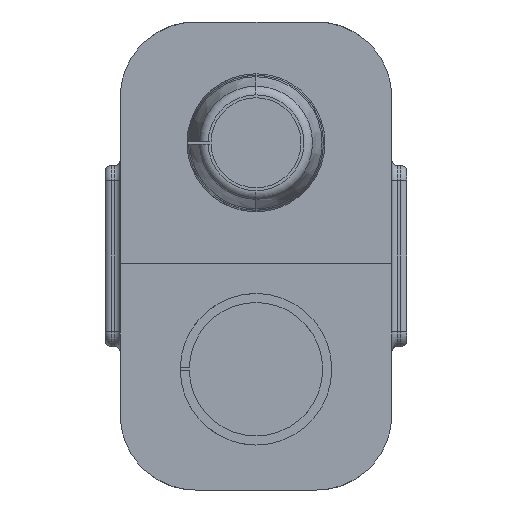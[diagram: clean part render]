
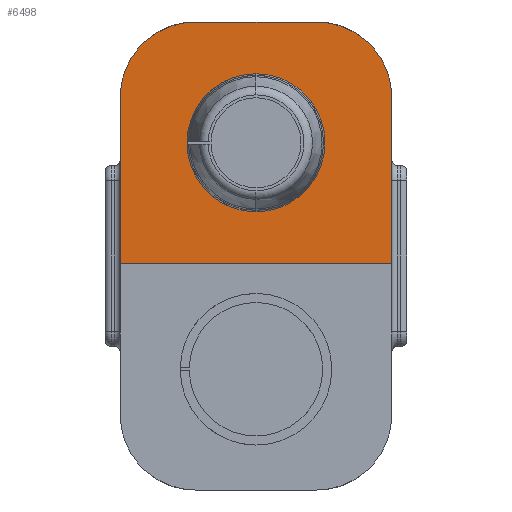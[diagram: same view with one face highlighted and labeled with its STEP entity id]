
A CAD part, left-side view. The second image highlights one B-rep face of the part: STEP entity #6498.
In plain terms, the highlighted planar face has unit normal (-1, 0, 0).
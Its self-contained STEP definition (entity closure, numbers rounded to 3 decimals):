
#288 = CARTESIAN_POINT ( 'NONE',  ( 7.425, 4.5, -0.25 ) ) ;
#528 = EDGE_CURVE ( 'NONE', #5306, #9889, #11220, .T. ) ;
#724 = VERTEX_POINT ( 'NONE', #1626 ) ;
#840 = DIRECTION ( 'NONE',  ( 0., 0., -1. ) ) ;
#1029 = CARTESIAN_POINT ( 'NONE',  ( 7.425, 4.5, -0.25 ) ) ;
#1316 = AXIS2_PLACEMENT_3D ( 'NONE', #2732, #11203, #13329 ) ;
#1455 = AXIS2_PLACEMENT_3D ( 'NONE', #9482, #11573, #2055 ) ;
#1498 = DIRECTION ( 'NONE',  ( 0., 1., 0. ) ) ;
#1510 = ORIENTED_EDGE ( 'NONE', *, *, #6020, .T. ) ;
#1537 = CIRCLE ( 'NONE', #4329, 2.5 ) ;
#1626 = CARTESIAN_POINT ( 'NONE',  ( 7.425, -4.5, 5.25 ) ) ;
#1844 = CARTESIAN_POINT ( 'NONE',  ( 7.425, 2., 7.75 ) ) ;
#1849 = CARTESIAN_POINT ( 'NONE',  ( 7.425, 4.5, 5.25 ) ) ;
#1871 = CARTESIAN_POINT ( 'NONE',  ( 7.425, -2., 5.25 ) ) ;
#2055 = DIRECTION ( 'NONE',  ( 0., 0., 1. ) ) ;
#2182 = EDGE_CURVE ( 'NONE', #9889, #4548, #9498, .T. ) ;
#2598 = ORIENTED_EDGE ( 'NONE', *, *, #2182, .T. ) ;
#2732 = CARTESIAN_POINT ( 'NONE',  ( 7.425, 0., 3.75 ) ) ;
#2751 = DIRECTION ( 'NONE',  ( -1., 0., 0. ) ) ;
#3479 = ORIENTED_EDGE ( 'NONE', *, *, #6086, .T. ) ;
#3488 = CARTESIAN_POINT ( 'NONE',  ( 7.425, 4.5, 5.25 ) ) ;
#3640 = CARTESIAN_POINT ( 'NONE',  ( 7.425, 0., 6.035 ) ) ;
#3677 = VERTEX_POINT ( 'NONE', #4101 ) ;
#3821 = ORIENTED_EDGE ( 'NONE', *, *, #10461, .F. ) ;
#4034 = PLANE ( 'NONE',  #5725 ) ;
#4101 = CARTESIAN_POINT ( 'NONE',  ( 7.425, 0., 1.465 ) ) ;
#4329 = AXIS2_PLACEMENT_3D ( 'NONE', #5872, #12227, #8023 ) ;
#4387 = LINE ( 'NONE', #11034, #8219 ) ;
#4548 = VERTEX_POINT ( 'NONE', #10870 ) ;
#5049 = VERTEX_POINT ( 'NONE', #5602 ) ;
#5306 = VERTEX_POINT ( 'NONE', #3488 ) ;
#5420 = VECTOR ( 'NONE', #12748, 1000. ) ;
#5581 = VECTOR ( 'NONE', #840, 1000. ) ;
#5602 = CARTESIAN_POINT ( 'NONE',  ( 7.425, -2., 7.75 ) ) ;
#5725 = AXIS2_PLACEMENT_3D ( 'NONE', #1871, #12335, #6181 ) ;
#5872 = CARTESIAN_POINT ( 'NONE',  ( 7.425, -2., 5.25 ) ) ;
#6020 = EDGE_CURVE ( 'NONE', #13481, #5306, #7278, .T. ) ;
#6030 = ORIENTED_EDGE ( 'NONE', *, *, #528, .T. ) ;
#6086 = EDGE_CURVE ( 'NONE', #4548, #724, #13538, .T. ) ;
#6181 = DIRECTION ( 'NONE',  ( 0., 0., 1. ) ) ;
#6498 = ADVANCED_FACE ( 'NONE', ( #12281, #6833 ), #4034, .T. ) ;
#6600 = EDGE_CURVE ( 'NONE', #7767, #3677, #13618, .T. ) ;
#6833 = FACE_OUTER_BOUND ( 'NONE', #7426, .T. ) ;
#7278 = CIRCLE ( 'NONE', #8979, 2.5 ) ;
#7426 = EDGE_LOOP ( 'NONE', ( #6030, #2598, #3479, #11272, #13124, #1510 ) ) ;
#7767 = VERTEX_POINT ( 'NONE', #3640 ) ;
#8023 = DIRECTION ( 'NONE',  ( 0., 0., 1. ) ) ;
#8213 = EDGE_LOOP ( 'NONE', ( #10136, #3821 ) ) ;
#8219 = VECTOR ( 'NONE', #1498, 1000. ) ;
#8979 = AXIS2_PLACEMENT_3D ( 'NONE', #11306, #2751, #9133 ) ;
#9133 = DIRECTION ( 'NONE',  ( 0., 0., 1. ) ) ;
#9370 = CARTESIAN_POINT ( 'NONE',  ( 7.425, -4.5, -0.25 ) ) ;
#9482 = CARTESIAN_POINT ( 'NONE',  ( 7.425, 0., 3.75 ) ) ;
#9498 = LINE ( 'NONE', #1029, #12797 ) ;
#9889 = VERTEX_POINT ( 'NONE', #288 ) ;
#9891 = CIRCLE ( 'NONE', #1316, 2.285 ) ;
#10136 = ORIENTED_EDGE ( 'NONE', *, *, #6600, .F. ) ;
#10461 = EDGE_CURVE ( 'NONE', #3677, #7767, #9891, .T. ) ;
#10870 = CARTESIAN_POINT ( 'NONE',  ( 7.425, -4.5, -0.25 ) ) ;
#11034 = CARTESIAN_POINT ( 'NONE',  ( 7.425, -2., 7.75 ) ) ;
#11203 = DIRECTION ( 'NONE',  ( -1., 0., 0. ) ) ;
#11220 = LINE ( 'NONE', #1849, #5581 ) ;
#11272 = ORIENTED_EDGE ( 'NONE', *, *, #12763, .T. ) ;
#11306 = CARTESIAN_POINT ( 'NONE',  ( 7.425, 2., 5.25 ) ) ;
#11573 = DIRECTION ( 'NONE',  ( -1., 0., 0. ) ) ;
#11777 = DIRECTION ( 'NONE',  ( 0., -1., 0. ) ) ;
#12227 = DIRECTION ( 'NONE',  ( -1., 0., 0. ) ) ;
#12281 = FACE_BOUND ( 'NONE', #8213, .T. ) ;
#12335 = DIRECTION ( 'NONE',  ( -1., 0., 0. ) ) ;
#12748 = DIRECTION ( 'NONE',  ( 0., 0., 1. ) ) ;
#12763 = EDGE_CURVE ( 'NONE', #724, #5049, #1537, .T. ) ;
#12797 = VECTOR ( 'NONE', #11777, 1000. ) ;
#12849 = EDGE_CURVE ( 'NONE', #5049, #13481, #4387, .T. ) ;
#13124 = ORIENTED_EDGE ( 'NONE', *, *, #12849, .T. ) ;
#13329 = DIRECTION ( 'NONE',  ( 0., 0., 1. ) ) ;
#13481 = VERTEX_POINT ( 'NONE', #1844 ) ;
#13538 = LINE ( 'NONE', #9370, #5420 ) ;
#13618 = CIRCLE ( 'NONE', #1455, 2.285 ) ;
